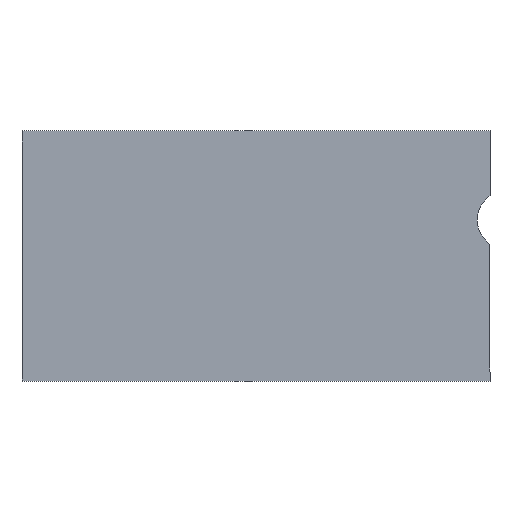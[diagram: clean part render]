
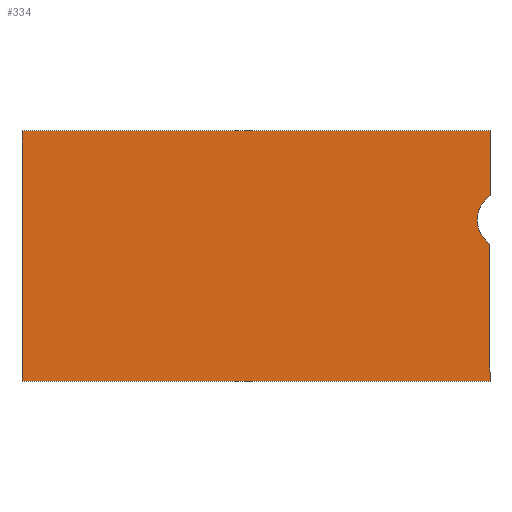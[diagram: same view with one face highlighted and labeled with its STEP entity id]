
A CAD part, top view. The second image highlights one B-rep face of the part: STEP entity #334.
In plain terms, the highlighted planar face has unit normal (0, 0, 1).
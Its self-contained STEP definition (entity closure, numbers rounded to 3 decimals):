
#16=CIRCLE('',#355,5.25);
#33=FACE_OUTER_BOUND('',#50,.T.);
#50=EDGE_LOOP('',(#273,#274,#275,#276,#277,#278,#279,#280,#281,#282,#283,
#284,#285,#286,#287));
#54=LINE('',#460,#97);
#57=LINE('',#466,#100);
#60=LINE('',#472,#103);
#64=LINE('',#484,#107);
#67=LINE('',#490,#110);
#70=LINE('',#496,#113);
#73=LINE('',#502,#116);
#76=LINE('',#508,#119);
#79=LINE('',#514,#122);
#82=LINE('',#520,#125);
#85=LINE('',#526,#128);
#88=LINE('',#532,#131);
#91=LINE('',#538,#134);
#94=LINE('',#542,#137);
#97=VECTOR('',#375,10.);
#100=VECTOR('',#380,10.);
#103=VECTOR('',#385,10.);
#107=VECTOR('',#397,10.);
#110=VECTOR('',#402,10.);
#113=VECTOR('',#407,10.);
#116=VECTOR('',#412,10.);
#119=VECTOR('',#417,10.);
#122=VECTOR('',#422,10.);
#125=VECTOR('',#427,10.);
#128=VECTOR('',#432,10.);
#131=VECTOR('',#437,10.);
#134=VECTOR('',#442,10.);
#137=VECTOR('',#447,10.);
#140=VERTEX_POINT('',#457);
#141=VERTEX_POINT('',#459);
#143=VERTEX_POINT('',#465);
#145=VERTEX_POINT('',#471);
#147=VERTEX_POINT('',#477);
#149=VERTEX_POINT('',#483);
#151=VERTEX_POINT('',#489);
#153=VERTEX_POINT('',#495);
#155=VERTEX_POINT('',#501);
#157=VERTEX_POINT('',#507);
#159=VERTEX_POINT('',#513);
#161=VERTEX_POINT('',#519);
#163=VERTEX_POINT('',#525);
#165=VERTEX_POINT('',#531);
#167=VERTEX_POINT('',#537);
#170=EDGE_CURVE('',#141,#140,#54,.T.);
#173=EDGE_CURVE('',#143,#141,#57,.T.);
#176=EDGE_CURVE('',#145,#143,#60,.T.);
#179=EDGE_CURVE('',#147,#145,#16,.T.);
#182=EDGE_CURVE('',#149,#147,#64,.T.);
#185=EDGE_CURVE('',#151,#149,#67,.T.);
#188=EDGE_CURVE('',#153,#151,#70,.T.);
#191=EDGE_CURVE('',#155,#153,#73,.T.);
#194=EDGE_CURVE('',#157,#155,#76,.T.);
#197=EDGE_CURVE('',#159,#157,#79,.T.);
#200=EDGE_CURVE('',#161,#159,#82,.T.);
#203=EDGE_CURVE('',#163,#161,#85,.T.);
#206=EDGE_CURVE('',#165,#163,#88,.T.);
#209=EDGE_CURVE('',#167,#165,#91,.T.);
#212=EDGE_CURVE('',#140,#167,#94,.T.);
#273=ORIENTED_EDGE('',*,*,#212,.T.);
#274=ORIENTED_EDGE('',*,*,#209,.T.);
#275=ORIENTED_EDGE('',*,*,#206,.T.);
#276=ORIENTED_EDGE('',*,*,#203,.T.);
#277=ORIENTED_EDGE('',*,*,#200,.T.);
#278=ORIENTED_EDGE('',*,*,#197,.T.);
#279=ORIENTED_EDGE('',*,*,#194,.T.);
#280=ORIENTED_EDGE('',*,*,#191,.T.);
#281=ORIENTED_EDGE('',*,*,#188,.T.);
#282=ORIENTED_EDGE('',*,*,#185,.T.);
#283=ORIENTED_EDGE('',*,*,#182,.T.);
#284=ORIENTED_EDGE('',*,*,#179,.T.);
#285=ORIENTED_EDGE('',*,*,#176,.T.);
#286=ORIENTED_EDGE('',*,*,#173,.T.);
#287=ORIENTED_EDGE('',*,*,#170,.T.);
#317=PLANE('',#367);
#334=ADVANCED_FACE('',(#33),#317,.T.);
#355=AXIS2_PLACEMENT_3D('',#478,#391,#392);
#367=AXIS2_PLACEMENT_3D('',#543,#448,#449);
#375=DIRECTION('',(0.,-1.,0.));
#380=DIRECTION('',(-1.,0.,0.));
#385=DIRECTION('',(0.,1.,0.));
#391=DIRECTION('center_axis',(0.,0.,-1.));
#392=DIRECTION('ref_axis',(-1.,0.,0.));
#397=DIRECTION('',(-0.001,1.,0.));
#402=DIRECTION('',(0.,1.,0.));
#407=DIRECTION('',(1.,0.,0.));
#412=DIRECTION('',(0.,-1.,0.));
#417=DIRECTION('',(-0.866,-0.5,0.));
#422=DIRECTION('',(0.,-1.,0.));
#427=DIRECTION('',(0.866,-0.5,0.));
#432=DIRECTION('',(0.,-1.,0.));
#437=DIRECTION('',(-0.866,-0.5,0.));
#442=DIRECTION('',(0.,-1.,0.));
#447=DIRECTION('',(0.866,-0.5,0.));
#448=DIRECTION('center_axis',(0.,0.,1.));
#449=DIRECTION('ref_axis',(-1.,0.,0.));
#457=CARTESIAN_POINT('',(18.,67.297,8.));
#459=CARTESIAN_POINT('',(18.,82.,8.));
#460=CARTESIAN_POINT('',(18.,37.066,8.));
#465=CARTESIAN_POINT('',(102.053,82.,8.));
#466=CARTESIAN_POINT('',(18.,82.,8.));
#471=CARTESIAN_POINT('',(102.053,70.345,8.));
#472=CARTESIAN_POINT('',(102.053,82.,8.));
#477=CARTESIAN_POINT('',(102.034,61.668,8.));
#478=CARTESIAN_POINT('Origin',(105.,66.,8.));
#483=CARTESIAN_POINT('',(102.053,38.692,8.));
#484=CARTESIAN_POINT('',(102.053,38.692,8.));
#489=CARTESIAN_POINT('',(102.053,37.066,8.));
#490=CARTESIAN_POINT('',(102.053,82.,8.));
#495=CARTESIAN_POINT('',(18.,37.066,8.));
#496=CARTESIAN_POINT('',(102.053,37.066,8.));
#501=CARTESIAN_POINT('',(18.,40.645,8.));
#502=CARTESIAN_POINT('',(18.,37.066,8.));
#507=CARTESIAN_POINT('',(18.081,40.692,8.));
#508=CARTESIAN_POINT('',(18.081,40.692,8.));
#513=CARTESIAN_POINT('',(18.081,46.465,8.));
#514=CARTESIAN_POINT('',(18.081,46.465,8.));
#519=CARTESIAN_POINT('',(18.,46.512,8.));
#520=CARTESIAN_POINT('',(18.,46.512,8.));
#525=CARTESIAN_POINT('',(18.,61.43,8.));
#526=CARTESIAN_POINT('',(18.,37.066,8.));
#531=CARTESIAN_POINT('',(18.081,61.477,8.));
#532=CARTESIAN_POINT('',(18.081,61.477,8.));
#537=CARTESIAN_POINT('',(18.081,67.25,8.));
#538=CARTESIAN_POINT('',(18.081,67.25,8.));
#542=CARTESIAN_POINT('',(18.,67.297,8.));
#543=CARTESIAN_POINT('Origin',(60.026,59.533,8.));
